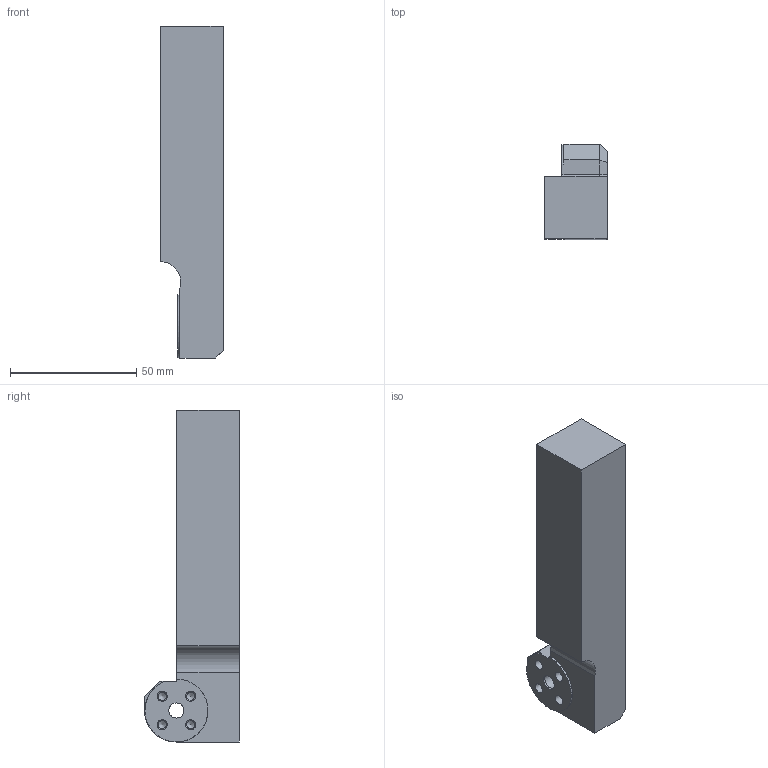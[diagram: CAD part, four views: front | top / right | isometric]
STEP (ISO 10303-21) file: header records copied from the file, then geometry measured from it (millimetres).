
FILE_DESCRIPTION(/* description */ (''),/* implementation_level */ '2;1');
FILE_NAME(/* name */ '1535447797637.stp',/* time_stamp */ '2018-08-28T14:46:47+05:00',/* author */ (''),/* organization */ ('SMS'),/* preprocessor_version */ 'ST-DEVELOPER v15',/* originating_system */ 'SIEMENS PLM Software NX 8.5',/* authorisation */ '');
FILE_SCHEMA (('AUTOMOTIVE_DESIGN { 1 0 10303 214 3 1 1 1 }'));
Length unit declared in the file: millimetre
Products named in the file (1): 201781653mod000_00
Bounding box: 24.88 x 37.65 x 131.65 mm (x, y, z)
Volume: 77206.9 mm3; surface area: 15408 mm2
Topology: 1 solids, 1 shells, 48 faces, 126 edges, 82 vertices
Faces by surface type: plane 20, cylinder 17, cone 11
Full cylindrical faces by diameter (mm): 3.3 x4, 4 x4, 6 x2, 6.009 x1, 9.639 x1
Entity records: 1353 total; most frequent: CARTESIAN_POINT 240, DIRECTION 228, ORIENTED_EDGE 184, EDGE_CURVE 92, AXIS2_PLACEMENT_3D 86, EDGE_LOOP 71, VERTEX_POINT 71, LINE 56
